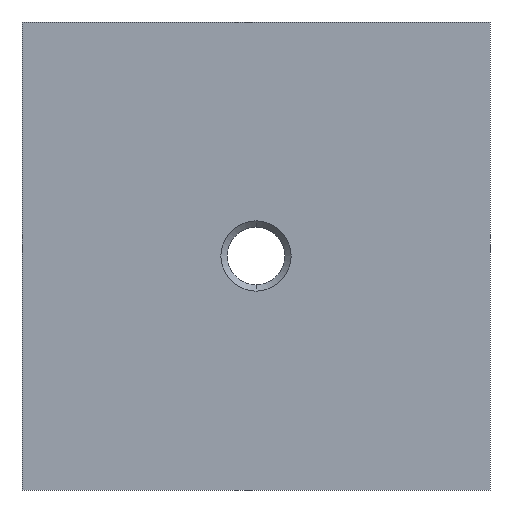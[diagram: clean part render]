
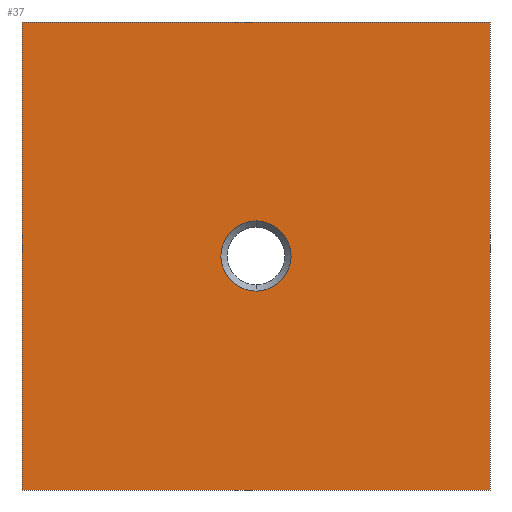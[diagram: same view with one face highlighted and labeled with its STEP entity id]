
A CAD part, front view. The second image highlights one B-rep face of the part: STEP entity #37.
In plain terms, the highlighted planar face has unit normal (0, -1, 0).
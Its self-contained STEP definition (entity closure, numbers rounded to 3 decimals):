
#1 = AXIS2_PLACEMENT_3D ( 'NONE', #127, #186, #323 ) ;
#2 = VECTOR ( 'NONE', #63, 1000. ) ;
#6 = LINE ( 'NONE', #146, #2 ) ;
#7 = ORIENTED_EDGE ( 'NONE', *, *, #103, .F. ) ;
#10 = CARTESIAN_POINT ( 'NONE',  ( -10., -4., 10. ) ) ;
#12 = VERTEX_POINT ( 'NONE', #217 ) ;
#20 = CARTESIAN_POINT ( 'NONE',  ( -10., -4., 10. ) ) ;
#25 = VECTOR ( 'NONE', #241, 1000. ) ;
#29 = LINE ( 'NONE', #110, #156 ) ;
#30 = CIRCLE ( 'NONE', #237, 1.5 ) ;
#37 = ADVANCED_FACE ( 'PLANAR_1', ( #298, #270 ), #69, .F. ) ;
#40 = DIRECTION ( 'NONE',  ( 0., 0., 1. ) ) ;
#41 = ORIENTED_EDGE ( 'NONE', *, *, #53, .T. ) ;
#46 = ORIENTED_EDGE ( 'NONE', *, *, #239, .F. ) ;
#53 = EDGE_CURVE ( 'NONE', #174, #242, #202, .T. ) ;
#54 = CARTESIAN_POINT ( 'NONE',  ( 0., -4., -1.5 ) ) ;
#56 = CARTESIAN_POINT ( 'NONE',  ( 10., -4., -10. ) ) ;
#57 = LINE ( 'NONE', #10, #25 ) ;
#59 = EDGE_LOOP ( 'NONE', ( #41, #236 ) ) ;
#63 = DIRECTION ( 'NONE',  ( -1., 0., 0. ) ) ;
#69 = PLANE ( 'NONE',  #162 ) ;
#73 = VERTEX_POINT ( 'NONE', #20 ) ;
#99 = EDGE_LOOP ( 'NONE', ( #119, #46, #322, #7 ) ) ;
#103 = EDGE_CURVE ( 'NONE', #272, #73, #153, .T. ) ;
#109 = EDGE_CURVE ( 'NONE', #242, #174, #30, .T. ) ;
#110 = CARTESIAN_POINT ( 'NONE',  ( 10., -4., 10. ) ) ;
#119 = ORIENTED_EDGE ( 'NONE', *, *, #304, .F. ) ;
#127 = CARTESIAN_POINT ( 'NONE',  ( 0., -4., 0. ) ) ;
#146 = CARTESIAN_POINT ( 'NONE',  ( 10., -4., -10. ) ) ;
#153 = LINE ( 'NONE', #245, #190 ) ;
#156 = VECTOR ( 'NONE', #161, 1000. ) ;
#158 = CARTESIAN_POINT ( 'NONE',  ( 0., -4., 0. ) ) ;
#159 = VERTEX_POINT ( 'NONE', #56 ) ;
#161 = DIRECTION ( 'NONE',  ( 0., 0., -1. ) ) ;
#162 = AXIS2_PLACEMENT_3D ( 'NONE', #321, #183, #275 ) ;
#174 = VERTEX_POINT ( 'NONE', #54 ) ;
#183 = DIRECTION ( 'NONE',  ( 0., 1., 0. ) ) ;
#186 = DIRECTION ( 'NONE',  ( 0., 1., 0. ) ) ;
#190 = VECTOR ( 'NONE', #193, 1000. ) ;
#193 = DIRECTION ( 'NONE',  ( 0., 0., 1. ) ) ;
#202 = CIRCLE ( 'NONE', #1, 1.5 ) ;
#217 = CARTESIAN_POINT ( 'NONE',  ( 10., -4., 10. ) ) ;
#236 = ORIENTED_EDGE ( 'NONE', *, *, #109, .T. ) ;
#237 = AXIS2_PLACEMENT_3D ( 'NONE', #158, #303, #40 ) ;
#239 = EDGE_CURVE ( 'NONE', #12, #159, #29, .T. ) ;
#241 = DIRECTION ( 'NONE',  ( 1., 0., 0. ) ) ;
#242 = VERTEX_POINT ( 'NONE', #277 ) ;
#245 = CARTESIAN_POINT ( 'NONE',  ( -10., -4., -10. ) ) ;
#261 = CARTESIAN_POINT ( 'NONE',  ( -10., -4., -10. ) ) ;
#270 = FACE_BOUND ( 'NONE', #59, .T. ) ;
#272 = VERTEX_POINT ( 'NONE', #261 ) ;
#275 = DIRECTION ( 'NONE',  ( 0., 0., 1. ) ) ;
#277 = CARTESIAN_POINT ( 'NONE',  ( 0., -4., 1.5 ) ) ;
#298 = FACE_OUTER_BOUND ( 'NONE', #99, .T. ) ;
#303 = DIRECTION ( 'NONE',  ( 0., 1., 0. ) ) ;
#304 = EDGE_CURVE ( 'NONE', #159, #272, #6, .T. ) ;
#313 = EDGE_CURVE ( 'NONE', #73, #12, #57, .T. ) ;
#321 = CARTESIAN_POINT ( 'NONE',  ( -10., -4., -10. ) ) ;
#322 = ORIENTED_EDGE ( 'NONE', *, *, #313, .F. ) ;
#323 = DIRECTION ( 'NONE',  ( 0., 0., 1. ) ) ;
